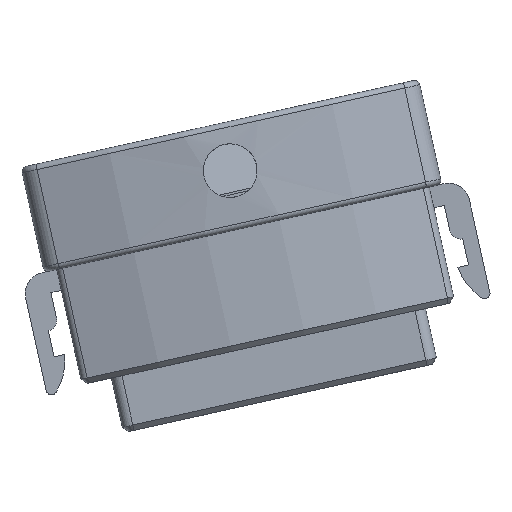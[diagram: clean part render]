
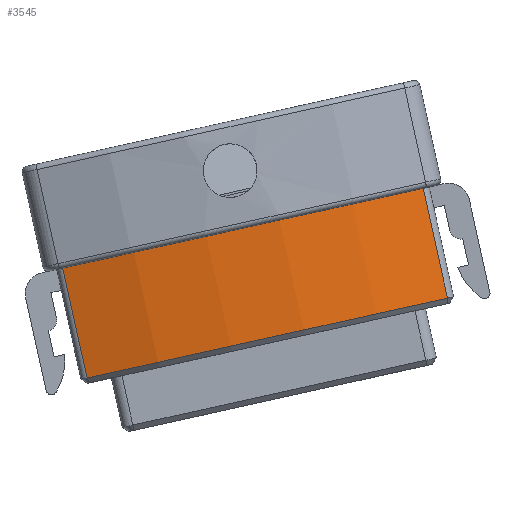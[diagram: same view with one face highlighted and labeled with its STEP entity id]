
A CAD part, front view. The second image highlights one B-rep face of the part: STEP entity #3545.
In plain terms, the highlighted cylindrical face has radius 60.467 mm (diameter 120.933 mm), a partial arc.
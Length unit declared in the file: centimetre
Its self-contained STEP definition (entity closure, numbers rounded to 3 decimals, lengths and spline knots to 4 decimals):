
#317=FACE_OUTER_BOUND('',#542,.T.);
#542=EDGE_LOOP('',(#2918,#2919,#2920,#2921));
#879=LINE('',#5850,#1253);
#881=LINE('',#5861,#1255);
#1253=VECTOR('',#4664,1.05);
#1255=VECTOR('',#4670,1.05);
#1500=CIRCLE('',#3857,6.0467);
#1507=CIRCLE('',#3873,6.0467);
#1771=VERTEX_POINT('',#5806);
#1772=VERTEX_POINT('',#5808);
#1782=VERTEX_POINT('',#5849);
#1784=VERTEX_POINT('',#5860);
#2181=EDGE_CURVE('',#1771,#1772,#1500,.T.);
#2200=EDGE_CURVE('',#1771,#1782,#879,.T.);
#2204=EDGE_CURVE('',#1772,#1784,#881,.T.);
#2205=EDGE_CURVE('',#1784,#1782,#1507,.T.);
#2918=ORIENTED_EDGE('',*,*,#2204,.F.);
#2919=ORIENTED_EDGE('',*,*,#2181,.F.);
#2920=ORIENTED_EDGE('',*,*,#2200,.T.);
#2921=ORIENTED_EDGE('',*,*,#2205,.F.);
#3433=CYLINDRICAL_SURFACE('',#3872,6.0467);
#3545=ADVANCED_FACE('',(#317),#3433,.T.);
#3857=AXIS2_PLACEMENT_3D('',#5809,#4624,#4625);
#3872=AXIS2_PLACEMENT_3D('',#5859,#4668,#4669);
#3873=AXIS2_PLACEMENT_3D('',#5862,#4671,#4672);
#4624=DIRECTION('center_axis',(0.216,0.,-0.976));
#4625=DIRECTION('ref_axis',(0.278,-0.959,0.062));
#4664=DIRECTION('',(-0.216,0.,0.976));
#4668=DIRECTION('center_axis',(0.216,0.,-0.976));
#4669=DIRECTION('ref_axis',(-0.976,0.,-0.216));
#4670=DIRECTION('',(-0.216,0.,0.976));
#4671=DIRECTION('center_axis',(-0.216,0.,0.976));
#4672=DIRECTION('ref_axis',(-0.278,-0.959,-0.062));
#5806=CARTESIAN_POINT('',(9.9851,-10.9307,23.2087));
#5808=CARTESIAN_POINT('',(6.6211,-10.9307,22.4635));
#5809=CARTESIAN_POINT('Origin',(8.3031,-5.1347,22.8361));
#5849=CARTESIAN_POINT('',(9.758,-10.9307,24.2339));
#5850=CARTESIAN_POINT('',(9.9851,-10.9307,23.2087));
#5859=CARTESIAN_POINT('Origin',(7.1508,-5.1347,28.0381));
#5860=CARTESIAN_POINT('',(6.394,-10.9307,23.4887));
#5861=CARTESIAN_POINT('',(6.6211,-10.9307,22.4635));
#5862=CARTESIAN_POINT('Origin',(8.076,-5.1347,23.8613));
